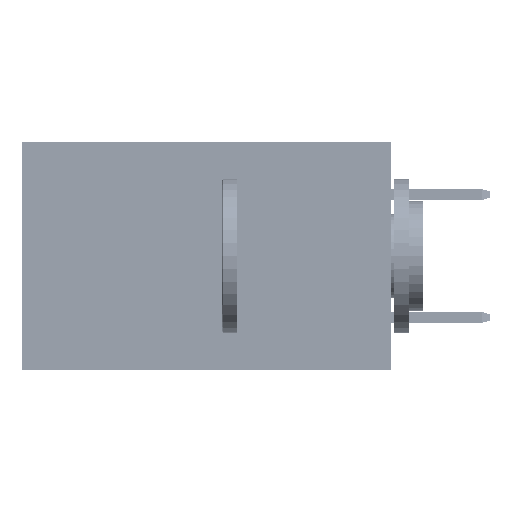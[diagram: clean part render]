
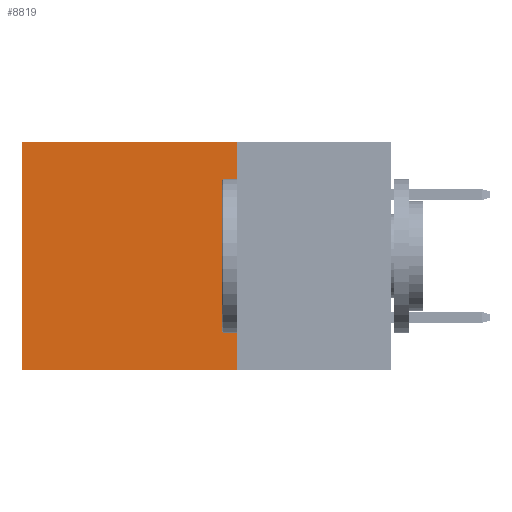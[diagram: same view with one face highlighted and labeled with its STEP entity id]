
A CAD part, left-side view. The second image highlights one B-rep face of the part: STEP entity #8819.
In plain terms, the highlighted planar face has unit normal (-1, 0, 0).
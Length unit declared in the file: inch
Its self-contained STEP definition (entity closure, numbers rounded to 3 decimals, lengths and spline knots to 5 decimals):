
#992 = ORIENTED_EDGE ( 'NONE', *, *, #46951, .F. ) ;
#2638 = DIRECTION ( 'NONE',  ( 0., 1., 0. ) ) ;
#3629 = VECTOR ( 'NONE', #46934, 39.37008 ) ;
#3692 = VERTEX_POINT ( 'NONE', #34490 ) ;
#7541 = VERTEX_POINT ( 'NONE', #27503 ) ;
#8127 = LINE ( 'NONE', #10464, #3629 ) ;
#8819 = ADVANCED_FACE ( 'NONE', ( #19183 ), #44407, .F. ) ;
#10464 = CARTESIAN_POINT ( 'NONE',  ( 0.2875, 0.25, 0. ) ) ;
#11271 = CARTESIAN_POINT ( 'NONE',  ( 0.2875, 0.25, -0.37 ) ) ;
#15130 = ORIENTED_EDGE ( 'NONE', *, *, #51892, .F. ) ;
#15809 = DIRECTION ( 'NONE',  ( 1., 0., 0. ) ) ;
#16914 = EDGE_CURVE ( 'NONE', #7541, #40043, #8127, .T. ) ;
#19183 = FACE_OUTER_BOUND ( 'NONE', #42954, .T. ) ;
#19687 = ORIENTED_EDGE ( 'NONE', *, *, #16914, .T. ) ;
#26195 = AXIS2_PLACEMENT_3D ( 'NONE', #48503, #15809, #52802 ) ;
#27503 = CARTESIAN_POINT ( 'NONE',  ( 0.2875, 0.25, 0. ) ) ;
#27591 = LINE ( 'NONE', #30774, #49418 ) ;
#28339 = CARTESIAN_POINT ( 'NONE',  ( 0.2875, 0.6, 0. ) ) ;
#30774 = CARTESIAN_POINT ( 'NONE',  ( 0.2875, 0.6, 0. ) ) ;
#34093 = DIRECTION ( 'NONE',  ( 0., 0., -1. ) ) ;
#34238 = ORIENTED_EDGE ( 'NONE', *, *, #47445, .T. ) ;
#34490 = CARTESIAN_POINT ( 'NONE',  ( 0.2875, 0.6, -0.37 ) ) ;
#37669 = CARTESIAN_POINT ( 'NONE',  ( 0.2875, 0.25, 0. ) ) ;
#38741 = VECTOR ( 'NONE', #34093, 39.37008 ) ;
#40043 = VERTEX_POINT ( 'NONE', #28339 ) ;
#42954 = EDGE_LOOP ( 'NONE', ( #34238, #15130, #992, #19687 ) ) ;
#43842 = LINE ( 'NONE', #37669, #38741 ) ;
#44407 = PLANE ( 'NONE',  #26195 ) ;
#45531 = LINE ( 'NONE', #11271, #47437 ) ;
#46204 = CARTESIAN_POINT ( 'NONE',  ( 0.2875, 0.25, -0.37 ) ) ;
#46271 = VERTEX_POINT ( 'NONE', #46204 ) ;
#46934 = DIRECTION ( 'NONE',  ( 0., 1., 0. ) ) ;
#46951 = EDGE_CURVE ( 'NONE', #7541, #46271, #43842, .T. ) ;
#47437 = VECTOR ( 'NONE', #2638, 39.37008 ) ;
#47445 = EDGE_CURVE ( 'NONE', #40043, #3692, #27591, .T. ) ;
#47608 = DIRECTION ( 'NONE',  ( 0., 0., -1. ) ) ;
#48503 = CARTESIAN_POINT ( 'NONE',  ( 0.2875, 0.25, 0. ) ) ;
#49418 = VECTOR ( 'NONE', #47608, 39.37008 ) ;
#51892 = EDGE_CURVE ( 'NONE', #46271, #3692, #45531, .T. ) ;
#52802 = DIRECTION ( 'NONE',  ( 0., 0., -1. ) ) ;
